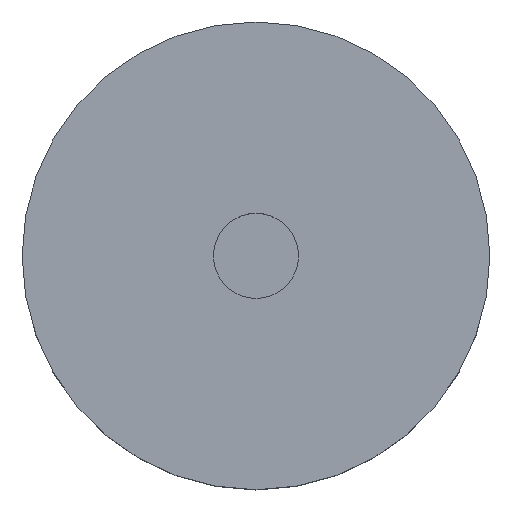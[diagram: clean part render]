
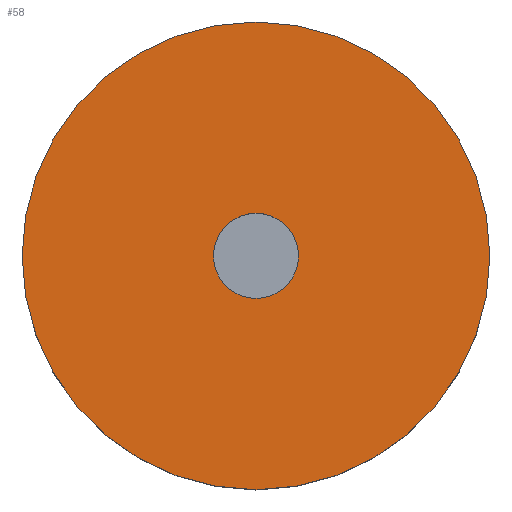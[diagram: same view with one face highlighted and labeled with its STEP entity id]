
A CAD part, top view. The second image highlights one B-rep face of the part: STEP entity #58.
In plain terms, the highlighted planar face has unit normal (0, 0, 1).
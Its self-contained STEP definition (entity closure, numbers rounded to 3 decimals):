
#58=ADVANCED_FACE('',(#175,#177),#179,.T.);
#175=FACE_BOUND('',#176,.T.);
#176=EDGE_LOOP('',(#288));
#177=FACE_BOUND('',#178,.T.);
#178=EDGE_LOOP('',(#289));
#179=PLANE('',#180);
#180=AXIS2_PLACEMENT_3D('',#181,#182,#183);
#181=CARTESIAN_POINT('',(0.,0.,5.));
#182=DIRECTION('',(0.,0.,1.));
#183=DIRECTION('',(1.,0.,0.));
#288=ORIENTED_EDGE('',*,*,#312,.T.);
#289=ORIENTED_EDGE('',*,*,#313,.T.);
#312=EDGE_CURVE('',#324,#324,#325,.T.);
#313=EDGE_CURVE('',#326,#326,#327,.F.);
#324=VERTEX_POINT('',#348);
#325=CIRCLE('',#349,8.25);
#326=VERTEX_POINT('',#353);
#327=CIRCLE('',#354,1.5);
#348=CARTESIAN_POINT('',(8.25,0.,5.));
#349=AXIS2_PLACEMENT_3D('',#350,#351,#352);
#350=CARTESIAN_POINT('',(0.,0.,5.));
#351=DIRECTION('',(0.,0.,1.));
#352=DIRECTION('',(1.,0.,0.));
#353=CARTESIAN_POINT('',(1.5,0.,5.));
#354=AXIS2_PLACEMENT_3D('',#355,#356,#357);
#355=CARTESIAN_POINT('',(0.,0.,5.));
#356=DIRECTION('',(0.,0.,1.));
#357=DIRECTION('',(1.,0.,0.));
